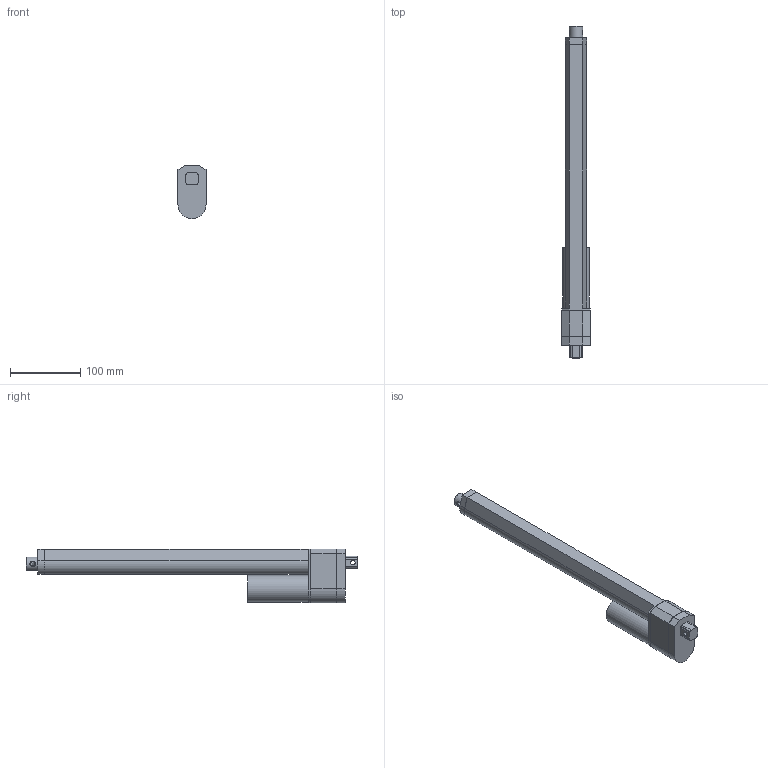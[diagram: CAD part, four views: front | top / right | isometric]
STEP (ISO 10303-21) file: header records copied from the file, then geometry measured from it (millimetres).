
FILE_DESCRIPTION(('FreeCAD Model'),'2;1');
FILE_NAME('FA-PO-XXX-12-12.step' ,'2016-05-26T12:18:06',('Technical Support'),( 'Firgelli Automations Inc'),'Open CASCADE STEP processor 6.8', 'FreeCAD','Unknown');
FILE_SCHEMA(('AUTOMOTIVE_DESIGN_CC2 { 1 2 10303 214 -1 1 5 4 }'));
Length unit declared in the file: millimetre
Products named in the file (1): FA-PO-XXX-12-12
Bounding box: 39.88 x 472.75 x 76.2 mm (x, y, z)
Volume: 597408.2 mm3; surface area: 72820 mm2
Topology: 1 solids, 1 shells, 89 faces, 249 edges, 174 vertices
Faces by surface type: plane 61, cylinder 26, bspline 2
Full cylindrical faces by diameter (mm): 3.175 x2, 6.35 x2, 12.7 x1, 19.05 x1, 19.812 x1, 38.1 x1, 38.608 x1
Entity records: 9570 total; most frequent: CARTESIAN_POINT 4747, DIRECTION 822, LINE 507, VECTOR 507, ORIENTED_EDGE 498, PCURVE 498, DEFINITIONAL_REPRESENTATION 498, EDGE_CURVE 249
